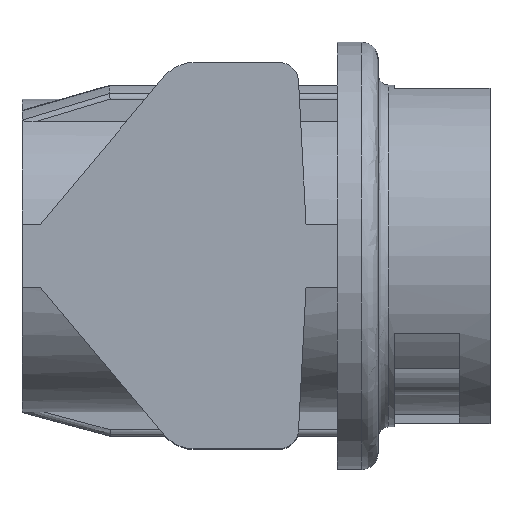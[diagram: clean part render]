
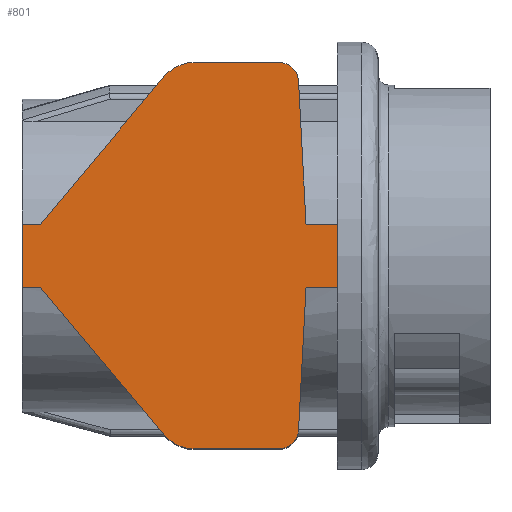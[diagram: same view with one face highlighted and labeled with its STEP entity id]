
A CAD part, top view. The second image highlights one B-rep face of the part: STEP entity #801.
In plain terms, the highlighted planar face has unit normal (0, 0, 1).
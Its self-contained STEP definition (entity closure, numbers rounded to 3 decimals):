
#480=FACE_OUTER_BOUND('',#1559,.T.);
#801=ADVANCED_FACE('',(#480),#1113,.T.);
#1113=PLANE('',#7144);
#1559=EDGE_LOOP('',(#3850,#3851,#3852,#3853,#3854,#3855,#3856,#3857,#3858,
#3859,#3860,#3861,#3862,#3863,#3864,#3865));
#2100=LINE('',#10274,#2686);
#2143=LINE('',#10502,#2729);
#2150=LINE('',#10529,#2736);
#2151=LINE('',#10530,#2737);
#2158=LINE('',#10550,#2744);
#2159=LINE('',#10551,#2745);
#2160=LINE('',#10553,#2746);
#2161=LINE('',#10557,#2747);
#2162=LINE('',#10561,#2748);
#2163=LINE('',#10563,#2749);
#2164=LINE('',#10564,#2750);
#2165=LINE('',#10568,#2751);
#2686=VECTOR('',#8069,1.);
#2729=VECTOR('',#8230,1.);
#2736=VECTOR('',#8251,1.);
#2737=VECTOR('',#8252,1.);
#2744=VECTOR('',#8271,1.);
#2745=VECTOR('',#8272,1.);
#2746=VECTOR('',#8273,1.);
#2747=VECTOR('',#8276,1.);
#2748=VECTOR('',#8279,1.);
#2749=VECTOR('',#8280,1.);
#2750=VECTOR('',#8281,1.);
#2751=VECTOR('',#8284,1.);
#3850=ORIENTED_EDGE('',*,*,#6182,.T.);
#3851=ORIENTED_EDGE('',*,*,#6185,.T.);
#3852=ORIENTED_EDGE('',*,*,#6175,.T.);
#3853=ORIENTED_EDGE('',*,*,#6083,.F.);
#3854=ORIENTED_EDGE('',*,*,#6186,.T.);
#3855=ORIENTED_EDGE('',*,*,#6187,.T.);
#3856=ORIENTED_EDGE('',*,*,#6188,.T.);
#3857=ORIENTED_EDGE('',*,*,#6189,.T.);
#3858=ORIENTED_EDGE('',*,*,#6190,.T.);
#3859=ORIENTED_EDGE('',*,*,#6191,.T.);
#3860=ORIENTED_EDGE('',*,*,#6192,.T.);
#3861=ORIENTED_EDGE('',*,*,#6161,.F.);
#3862=ORIENTED_EDGE('',*,*,#6174,.T.);
#3863=ORIENTED_EDGE('',*,*,#6193,.T.);
#3864=ORIENTED_EDGE('',*,*,#6194,.T.);
#3865=ORIENTED_EDGE('',*,*,#6195,.T.);
#5293=VERTEX_POINT('',#10273);
#5294=VERTEX_POINT('',#10275);
#5349=VERTEX_POINT('',#10501);
#5350=VERTEX_POINT('',#10503);
#5362=VERTEX_POINT('',#10528);
#5363=VERTEX_POINT('',#10531);
#5368=VERTEX_POINT('',#10545);
#5369=VERTEX_POINT('',#10546);
#5370=VERTEX_POINT('',#10552);
#5371=VERTEX_POINT('',#10554);
#5372=VERTEX_POINT('',#10556);
#5373=VERTEX_POINT('',#10558);
#5374=VERTEX_POINT('',#10560);
#5375=VERTEX_POINT('',#10562);
#5376=VERTEX_POINT('',#10565);
#5377=VERTEX_POINT('',#10567);
#6083=EDGE_CURVE('',#5293,#5294,#2100,.T.);
#6161=EDGE_CURVE('',#5349,#5350,#2143,.T.);
#6174=EDGE_CURVE('',#5349,#5362,#2150,.T.);
#6175=EDGE_CURVE('',#5363,#5294,#2151,.T.);
#6182=EDGE_CURVE('',#5368,#5369,#6802,.T.);
#6185=EDGE_CURVE('',#5369,#5363,#2158,.T.);
#6186=EDGE_CURVE('',#5293,#5370,#2159,.T.);
#6187=EDGE_CURVE('',#5370,#5371,#2160,.T.);
#6188=EDGE_CURVE('',#5371,#5372,#6803,.T.);
#6189=EDGE_CURVE('',#5372,#5373,#2161,.T.);
#6190=EDGE_CURVE('',#5373,#5374,#6804,.T.);
#6191=EDGE_CURVE('',#5374,#5375,#2162,.T.);
#6192=EDGE_CURVE('',#5375,#5350,#2163,.T.);
#6193=EDGE_CURVE('',#5362,#5376,#2164,.T.);
#6194=EDGE_CURVE('',#5376,#5377,#6805,.T.);
#6195=EDGE_CURVE('',#5377,#5368,#2165,.T.);
#6802=CIRCLE('',#7139,1.);
#6803=CIRCLE('',#7141,1.);
#6804=CIRCLE('',#7142,2.);
#6805=CIRCLE('',#7143,2.);
#7139=AXIS2_PLACEMENT_3D('',#10544,#8265,#8266);
#7141=AXIS2_PLACEMENT_3D('',#10555,#8274,#8275);
#7142=AXIS2_PLACEMENT_3D('',#10559,#8277,#8278);
#7143=AXIS2_PLACEMENT_3D('',#10566,#8282,#8283);
#7144=AXIS2_PLACEMENT_3D('',#10569,#8285,#8286);
#8069=DIRECTION('',(0.,-1.,0.));
#8230=DIRECTION('',(0.,1.,0.));
#8251=DIRECTION('',(1.,0.,0.));
#8252=DIRECTION('',(1.,0.,0.));
#8265=DIRECTION('',(0.,0.,1.));
#8266=DIRECTION('',(0.,-1.,0.));
#8271=DIRECTION('',(0.052,0.999,0.));
#8272=DIRECTION('',(-1.,0.,0.));
#8273=DIRECTION('',(-0.052,0.999,0.));
#8274=DIRECTION('',(0.,0.,1.));
#8275=DIRECTION('',(0.999,0.052,0.));
#8276=DIRECTION('',(-1.,0.,0.));
#8277=DIRECTION('',(0.,0.,1.));
#8278=DIRECTION('',(0.,1.,0.));
#8279=DIRECTION('',(-0.643,-0.766,0.));
#8280=DIRECTION('',(-1.,0.,0.));
#8281=DIRECTION('',(0.643,-0.766,0.));
#8282=DIRECTION('',(0.,0.,1.));
#8283=DIRECTION('',(-0.766,-0.643,0.));
#8284=DIRECTION('',(1.,0.,0.));
#8285=DIRECTION('',(0.,0.,1.));
#8286=DIRECTION('',(1.,0.,0.));
#10273=CARTESIAN_POINT('',(4.,1.55,8.85));
#10274=CARTESIAN_POINT('',(4.,1.55,8.85));
#10275=CARTESIAN_POINT('',(4.,-1.55,8.85));
#10501=CARTESIAN_POINT('',(-11.5,-1.55,8.85));
#10502=CARTESIAN_POINT('',(-11.5,-1.55,8.85));
#10503=CARTESIAN_POINT('',(-11.5,1.55,8.85));
#10528=CARTESIAN_POINT('',(-10.6,-1.55,8.85));
#10529=CARTESIAN_POINT('',(-11.5,-1.55,8.85));
#10530=CARTESIAN_POINT('',(2.458,-1.55,8.85));
#10531=CARTESIAN_POINT('',(2.458,-1.55,8.85));
#10544=CARTESIAN_POINT('',(1.092,-8.5,8.85));
#10545=CARTESIAN_POINT('',(1.092,-9.5,8.85));
#10546=CARTESIAN_POINT('',(2.091,-8.552,8.85));
#10550=CARTESIAN_POINT('',(2.091,-8.552,8.85));
#10551=CARTESIAN_POINT('',(4.,1.55,8.85));
#10552=CARTESIAN_POINT('',(2.458,1.55,8.85));
#10553=CARTESIAN_POINT('',(2.458,1.55,8.85));
#10554=CARTESIAN_POINT('',(2.091,8.552,8.85));
#10555=CARTESIAN_POINT('',(1.092,8.5,8.85));
#10556=CARTESIAN_POINT('',(1.092,9.5,8.85));
#10557=CARTESIAN_POINT('',(1.092,9.5,8.85));
#10558=CARTESIAN_POINT('',(-2.997,9.5,8.85));
#10559=CARTESIAN_POINT('',(-2.997,7.5,8.85));
#10560=CARTESIAN_POINT('',(-4.529,8.786,8.85));
#10561=CARTESIAN_POINT('',(-4.529,8.786,8.85));
#10562=CARTESIAN_POINT('',(-10.6,1.55,8.85));
#10563=CARTESIAN_POINT('',(-10.6,1.55,8.85));
#10564=CARTESIAN_POINT('',(-10.6,-1.55,8.85));
#10565=CARTESIAN_POINT('',(-4.529,-8.786,8.85));
#10566=CARTESIAN_POINT('',(-2.997,-7.5,8.85));
#10567=CARTESIAN_POINT('',(-2.997,-9.5,8.85));
#10568=CARTESIAN_POINT('',(-2.997,-9.5,8.85));
#10569=CARTESIAN_POINT('',(-11.6,-10.55,8.85));
